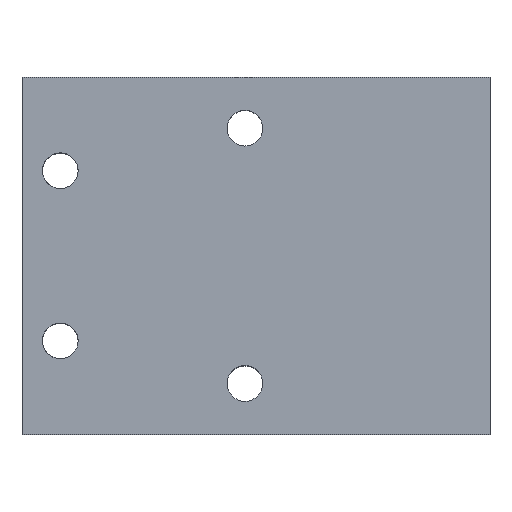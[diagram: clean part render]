
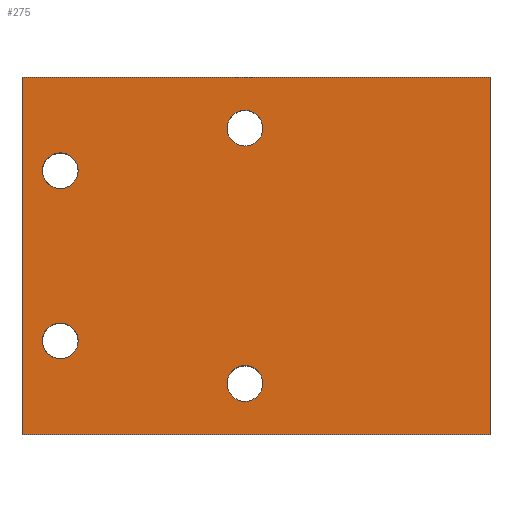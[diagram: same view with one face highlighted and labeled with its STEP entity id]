
A CAD part, top view. The second image highlights one B-rep face of the part: STEP entity #275.
In plain terms, the highlighted planar face has unit normal (0, 0, 1).
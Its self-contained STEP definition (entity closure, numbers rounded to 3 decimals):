
#168=FACE_BOUND('',#401,.T.);
#169=FACE_BOUND('',#402,.T.);
#170=FACE_BOUND('',#403,.T.);
#171=FACE_BOUND('',#404,.T.);
#172=FACE_BOUND('',#405,.T.);
#224=CIRCLE('',#1066,2.1);
#236=CIRCLE('',#1085,2.1);
#240=CIRCLE('',#1091,2.1);
#244=CIRCLE('',#1097,2.1);
#275=ADVANCED_FACE('',(#168,#169,#170,#171,#172),#322,.T.);
#322=PLANE('',#1098);
#401=EDGE_LOOP('',(#563));
#402=EDGE_LOOP('',(#564));
#403=EDGE_LOOP('',(#565));
#404=EDGE_LOOP('',(#566));
#405=EDGE_LOOP('',(#567,#568,#569,#570));
#563=ORIENTED_EDGE('',*,*,#881,.F.);
#564=ORIENTED_EDGE('',*,*,#869,.F.);
#565=ORIENTED_EDGE('',*,*,#889,.F.);
#566=ORIENTED_EDGE('',*,*,#839,.F.);
#567=ORIENTED_EDGE('',*,*,#862,.T.);
#568=ORIENTED_EDGE('',*,*,#850,.T.);
#569=ORIENTED_EDGE('',*,*,#829,.T.);
#570=ORIENTED_EDGE('',*,*,#822,.T.);
#724=VERTEX_POINT('',#1447);
#727=VERTEX_POINT('',#1453);
#734=VERTEX_POINT('',#1469);
#743=VERTEX_POINT('',#1490);
#751=VERTEX_POINT('',#1511);
#763=VERTEX_POINT('',#1547);
#775=VERTEX_POINT('',#1878);
#783=VERTEX_POINT('',#1962);
#822=EDGE_CURVE('',#724,#727,#941,.T.);
#829=EDGE_CURVE('',#734,#724,#945,.T.);
#839=EDGE_CURVE('',#743,#743,#224,.T.);
#850=EDGE_CURVE('',#751,#734,#958,.T.);
#862=EDGE_CURVE('',#727,#751,#966,.T.);
#869=EDGE_CURVE('',#763,#763,#236,.T.);
#881=EDGE_CURVE('',#775,#775,#240,.T.);
#889=EDGE_CURVE('',#783,#783,#244,.T.);
#941=LINE('',#1454,#1005);
#945=LINE('',#1468,#1009);
#958=LINE('',#1510,#1022);
#966=LINE('',#1535,#1030);
#1005=VECTOR('',#1178,1.);
#1009=VECTOR('',#1190,1.);
#1022=VECTOR('',#1227,1.);
#1030=VECTOR('',#1249,1.);
#1066=AXIS2_PLACEMENT_3D('',#1489,#1206,#1207);
#1085=AXIS2_PLACEMENT_3D('',#1546,#1262,#1263);
#1091=AXIS2_PLACEMENT_3D('',#1877,#1275,#1276);
#1097=AXIS2_PLACEMENT_3D('',#1961,#1288,#1289);
#1098=AXIS2_PLACEMENT_3D('',#1963,#1290,#1291);
#1178=DIRECTION('',(-1.,0.,0.));
#1190=DIRECTION('',(0.,1.,0.));
#1206=DIRECTION('',(0.,0.,1.));
#1207=DIRECTION('',(1.,0.,0.));
#1227=DIRECTION('',(1.,0.,0.));
#1249=DIRECTION('',(0.,-1.,0.));
#1262=DIRECTION('',(0.,0.,1.));
#1263=DIRECTION('',(1.,0.,0.));
#1275=DIRECTION('',(0.,0.,1.));
#1276=DIRECTION('',(1.,0.,0.));
#1288=DIRECTION('',(0.,0.,1.));
#1289=DIRECTION('',(1.,0.,0.));
#1290=DIRECTION('',(0.,0.,1.));
#1291=DIRECTION('',(1.,0.,0.));
#1447=CARTESIAN_POINT('',(27.5,21.,13.5));
#1453=CARTESIAN_POINT('',(-27.5,21.,13.5));
#1454=CARTESIAN_POINT('',(27.5,21.,13.5));
#1468=CARTESIAN_POINT('',(27.5,-21.,13.5));
#1469=CARTESIAN_POINT('',(27.5,-21.,13.5));
#1489=CARTESIAN_POINT('',(-1.3,15.,13.5));
#1490=CARTESIAN_POINT('',(0.8,15.,13.5));
#1510=CARTESIAN_POINT('',(-27.5,-21.,13.5));
#1511=CARTESIAN_POINT('',(-27.5,-21.,13.5));
#1535=CARTESIAN_POINT('',(-27.5,21.,13.5));
#1546=CARTESIAN_POINT('',(-23.,10.,13.5));
#1547=CARTESIAN_POINT('',(-20.9,10.,13.5));
#1877=CARTESIAN_POINT('',(-23.,-10.,13.5));
#1878=CARTESIAN_POINT('',(-20.9,-10.,13.5));
#1961=CARTESIAN_POINT('',(-1.3,-15.,13.5));
#1962=CARTESIAN_POINT('',(0.8,-15.,13.5));
#1963=CARTESIAN_POINT('',(0.,0.,13.5));
